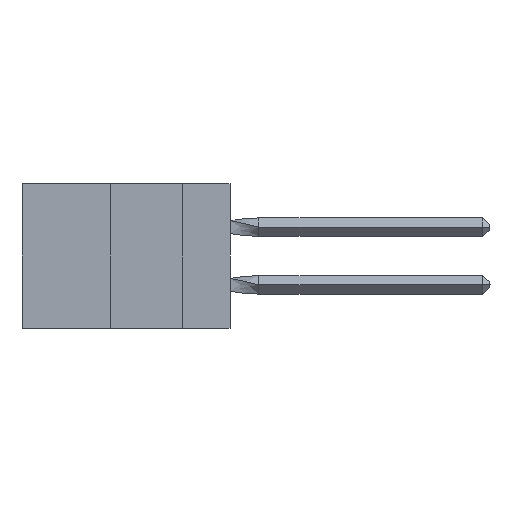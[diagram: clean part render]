
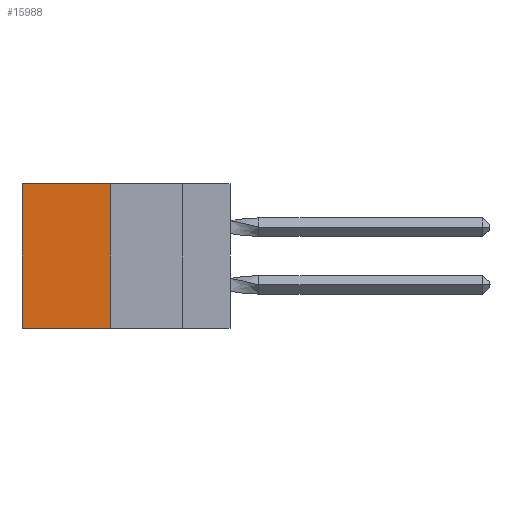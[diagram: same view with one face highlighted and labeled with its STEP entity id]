
A CAD part, left-side view. The second image highlights one B-rep face of the part: STEP entity #15988.
In plain terms, the highlighted planar face has unit normal (-1, 0, 0).
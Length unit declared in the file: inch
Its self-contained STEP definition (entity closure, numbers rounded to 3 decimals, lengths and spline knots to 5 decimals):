
#926 = VECTOR ( 'NONE', #8706, 39.37008 ) ;
#1225 = CARTESIAN_POINT ( 'NONE',  ( 0.305, 0.413, -0.5 ) ) ;
#1380 = LINE ( 'NONE', #5740, #926 ) ;
#1428 = DIRECTION ( 'NONE',  ( 0., 0., -1. ) ) ;
#2246 = PLANE ( 'NONE',  #3014 ) ;
#2416 = ORIENTED_EDGE ( 'NONE', *, *, #17083, .F. ) ;
#3014 = AXIS2_PLACEMENT_3D ( 'NONE', #18202, #15212, #6637 ) ;
#3459 = VECTOR ( 'NONE', #11222, 39.37008 ) ;
#4286 = LINE ( 'NONE', #11576, #12994 ) ;
#5530 = ORIENTED_EDGE ( 'NONE', *, *, #5649, .F. ) ;
#5649 = EDGE_CURVE ( 'NONE', #15169, #7020, #4286, .T. ) ;
#5740 = CARTESIAN_POINT ( 'NONE',  ( 0.305, 0.72, -0.5 ) ) ;
#6122 = CARTESIAN_POINT ( 'NONE',  ( 0.305, 0.413, 0. ) ) ;
#6637 = DIRECTION ( 'NONE',  ( 0., 0., -1. ) ) ;
#7017 = CARTESIAN_POINT ( 'NONE',  ( 0.305, 0.413, 0. ) ) ;
#7020 = VERTEX_POINT ( 'NONE', #1225 ) ;
#8706 = DIRECTION ( 'NONE',  ( 0., 0., -1. ) ) ;
#9309 = EDGE_LOOP ( 'NONE', ( #18118, #2416, #5530, #18912 ) ) ;
#9550 = VERTEX_POINT ( 'NONE', #11108 ) ;
#9901 = DIRECTION ( 'NONE',  ( 0., 1., 0. ) ) ;
#10849 = LINE ( 'NONE', #7017, #3459 ) ;
#11108 = CARTESIAN_POINT ( 'NONE',  ( 0.305, 0.72, 0. ) ) ;
#11222 = DIRECTION ( 'NONE',  ( 0., 1., 0. ) ) ;
#11576 = CARTESIAN_POINT ( 'NONE',  ( 0.305, 0.413, -0.5 ) ) ;
#11749 = EDGE_CURVE ( 'NONE', #9550, #15158, #1380, .T. ) ;
#12188 = FACE_OUTER_BOUND ( 'NONE', #9309, .T. ) ;
#12994 = VECTOR ( 'NONE', #1428, 39.37008 ) ;
#15158 = VERTEX_POINT ( 'NONE', #16387 ) ;
#15169 = VERTEX_POINT ( 'NONE', #6122 ) ;
#15212 = DIRECTION ( 'NONE',  ( 1., 0., 0. ) ) ;
#15757 = CARTESIAN_POINT ( 'NONE',  ( 0.305, 0.413, -0.5 ) ) ;
#15988 = ADVANCED_FACE ( 'NONE', ( #12188 ), #2246, .F. ) ;
#16387 = CARTESIAN_POINT ( 'NONE',  ( 0.305, 0.72, -0.5 ) ) ;
#16481 = EDGE_CURVE ( 'NONE', #15169, #9550, #10849, .T. ) ;
#17083 = EDGE_CURVE ( 'NONE', #7020, #15158, #18515, .T. ) ;
#17837 = VECTOR ( 'NONE', #9901, 39.37008 ) ;
#18118 = ORIENTED_EDGE ( 'NONE', *, *, #11749, .T. ) ;
#18202 = CARTESIAN_POINT ( 'NONE',  ( 0.305, 0.413, -0.5 ) ) ;
#18515 = LINE ( 'NONE', #15757, #17837 ) ;
#18912 = ORIENTED_EDGE ( 'NONE', *, *, #16481, .T. ) ;
